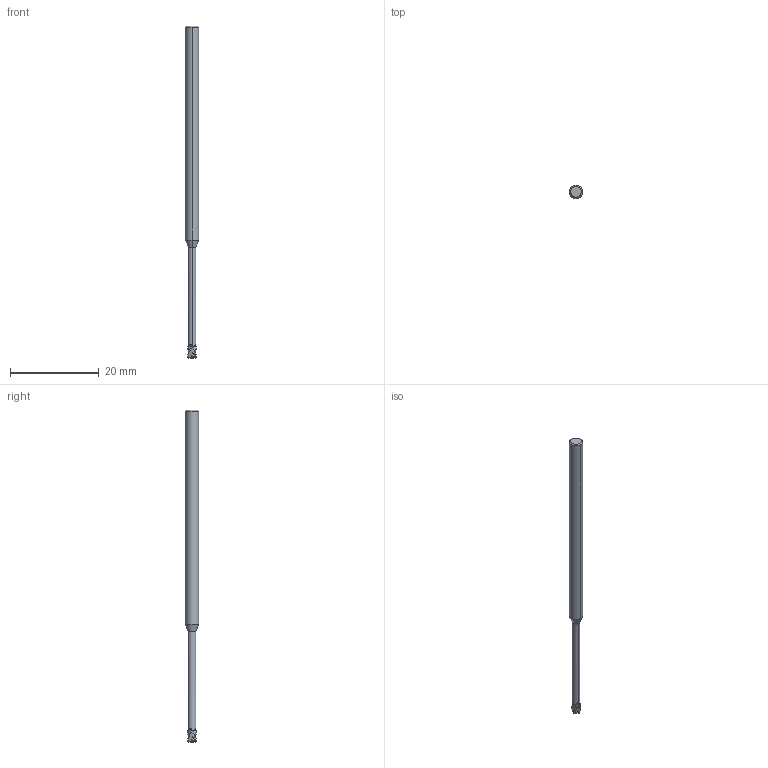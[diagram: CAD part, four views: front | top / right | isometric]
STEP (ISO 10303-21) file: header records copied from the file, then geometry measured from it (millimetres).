
FILE_DESCRIPTION(('no description'),'unknown implementation level');
FILE_NAME('K202233-2_0_3-Detail.stp',' ',('CIMSOURCE GmbH'),('CADClick - KiM GmbH - www.kimweb.de'),'unknown preprocess','ACIS','unknown authorization');
FILE_SCHEMA(('automotive_design'));
Length unit declared in the file: millimetre
Products named in the file (2): NOCUT; CUT
Bounding box: 3 x 3 x 75 mm (x, y, z)
Volume: 410.1 mm3; surface area: 636.2 mm2
Topology: 2 solids, 2 shells, 124 faces, 352 edges, 230 vertices
Faces by surface type: plane 46, bspline 36, cone 14, revolution 12, cylinder 10, torus 6
Entity records: 12611 total; most frequent: CARTESIAN_POINT 5772, STYLED_ITEM 708, PRESENTATION_STYLE_ASSIGNMENT 708, COLOUR_RGB 708, ORIENTED_EDGE 704, DIRECTION 472, EDGE_CURVE 352, CURVE_STYLE 352
